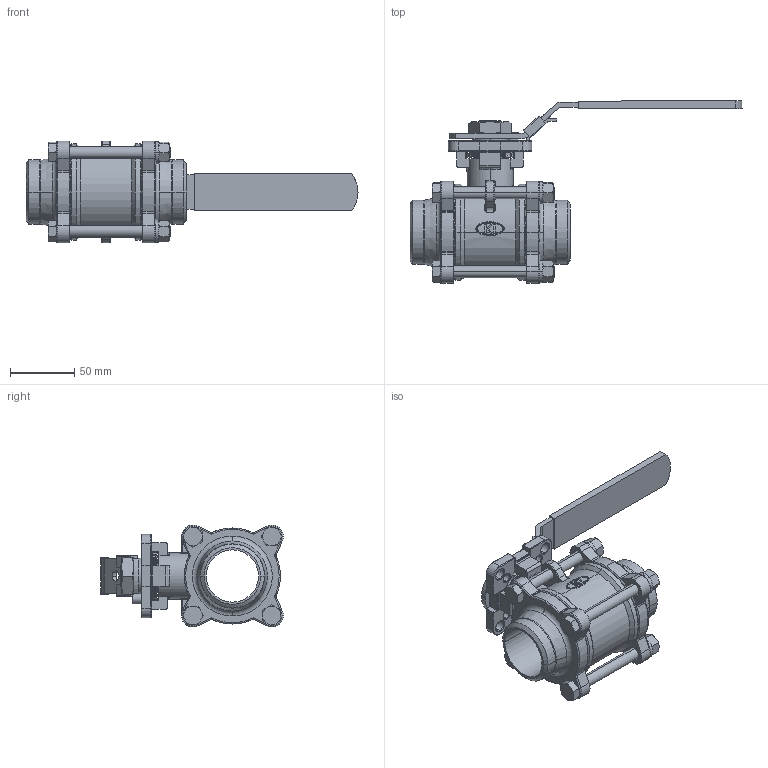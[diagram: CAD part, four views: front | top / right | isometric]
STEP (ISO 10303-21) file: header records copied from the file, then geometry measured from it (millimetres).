
FILE_DESCRIPTION (( 'STEP AP203' ), '1' );
FILE_NAME ('KV-L31 1.5.STEP', '2017-02-07T02:34:36', ( 'XiTongTianDi' ), ( 'XiTongTianDi.Com' ), 'SwSTEP 2.0', 'SolidWorks 2013', '' );
FILE_SCHEMA (( 'CONFIG_CONTROL_DESIGN' ));
Length unit declared in the file: millimetre
Products named in the file (1): KV-L31 1.5
Bounding box: 259.2 x 142.58 x 79.52 mm (x, y, z)
Volume: 404478.6 mm3; surface area: 107263.5 mm2
Topology: 1 solids, 2 shells, 1233 faces, 3421 edges, 2134 vertices
Faces by surface type: cylinder 404, plane 370, cone 170, bspline 159, torus 130
Entity records: 61838 total; most frequent: CARTESIAN_POINT 32495, ORIENTED_EDGE 6802, DIRECTION 5352, EDGE_CURVE 3401, VERTEX_POINT 2134, AXIS2_PLACEMENT_3D 2012, LINE 1328, VECTOR 1328
